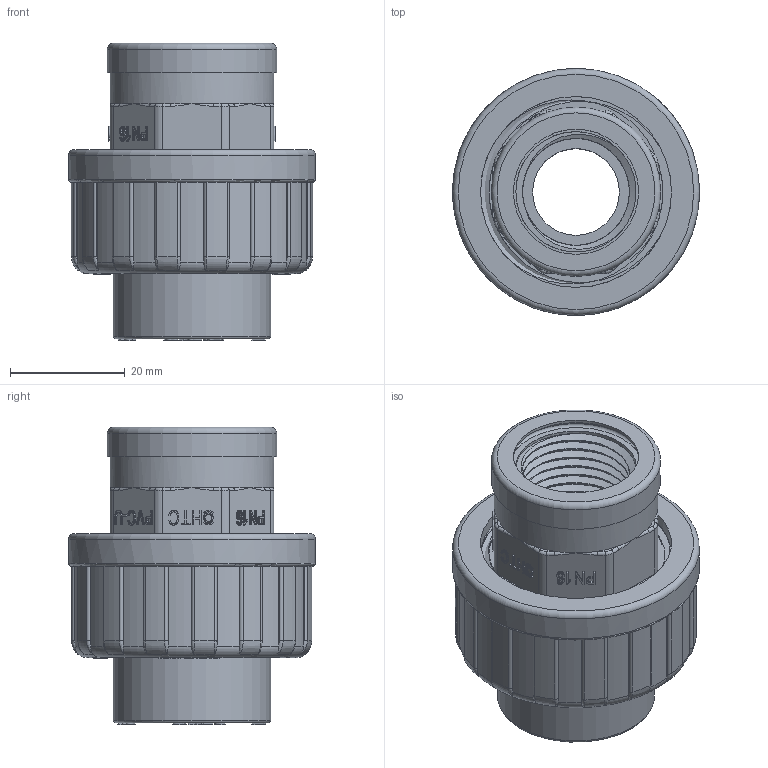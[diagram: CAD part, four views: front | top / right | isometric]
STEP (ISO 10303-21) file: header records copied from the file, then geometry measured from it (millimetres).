
FILE_DESCRIPTION(/* description */ (''),/* implementation_level */ '2;1');
FILE_NAME(/* name */ 'VIC020020+铁圈.stp',/* time_stamp */ '2025-05-09T09:19:13+08:00',/* author */ (''),/* organization */ (''),/* preprocessor_version */ 'ST-DEVELOPER v16.7',/* originating_system */ 'SIEMENS PLM Software NX 12.0',/* authorisation */ '');
FILE_SCHEMA (('AUTOMOTIVE_DESIGN { 1 0 10303 214 3 1 1 1 }'));
Products named in the file (1): Admi38C49DCEywwu
Bounding box: 43 x 43 x 51.8 mm (x, y, z)
Volume: 33292.1 mm3; surface area: 21512.8 mm2
Topology: 5 solids, 5 shells, 1503 faces, 4142 edges, 2716 vertices
Faces by surface type: plane 1064, extrusion 209, cylinder 142, bspline 53, torus 34, cone 1
Full cylindrical faces by diameter (mm): 1.226 x1, 1.243 x2, 1.635 x1, 1.657 x2, 15.1 x2, 19.8 x1, 20.955 x9, 21.8 x1, 24 x1, 26 x1, 27.4 x1, 27.7 x1, 28.5 x2, 29.5 x1, 30 x1, 30.291 x4, 33.249 x7, 43 x1
Entity records: 53678 total; most frequent: CARTESIAN_POINT 17502, ORIENTED_EDGE 8030, DIRECTION 6293, EDGE_CURVE 4015, VECTOR 3217, LINE 3008, VERTEX_POINT 2659, EDGE_LOOP 1609
